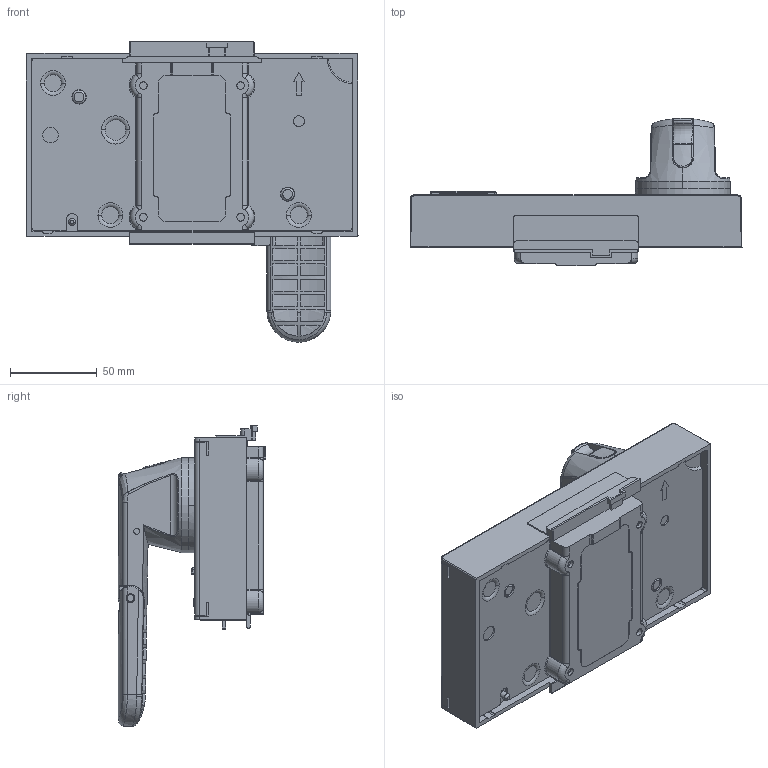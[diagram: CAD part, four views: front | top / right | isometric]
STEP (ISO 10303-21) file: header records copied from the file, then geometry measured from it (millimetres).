
FILE_DESCRIPTION((''),'2;1');
FILE_NAME('1SDH002065A1475','2019-07-05T',('ITSTCAR1'),(''),'CREO PARAMETRIC BY PTC INC, 2016050','CREO PARAMETRIC BY PTC INC, 2016050','');
FILE_SCHEMA(('AUTOMOTIVE_DESIGN { 1 0 10303 214 1 1 1 1 }'));
Length unit declared in the file: millimetre
Products named in the file (1): 1SDH002065A1475
Bounding box: 191.06 x 84.7 x 172.84 mm (x, y, z)
Volume: 622018.6 mm3; surface area: 100656.4 mm2
Topology: 1 solids, 5 shells, 863 faces, 2408 edges, 1572 vertices
Faces by surface type: plane 429, cylinder 239, torus 60, bspline 53, extrusion 43, sphere 20, cone 18, revolution 1
Entity records: 40788 total; most frequent: CARTESIAN_POINT 18576, ORIENTED_EDGE 4733, DIRECTION 4128, EDGE_CURVE 2390, VERTEX_POINT 1572, AXIS2_PLACEMENT_3D 1389, VECTOR 1349, LINE 1306
